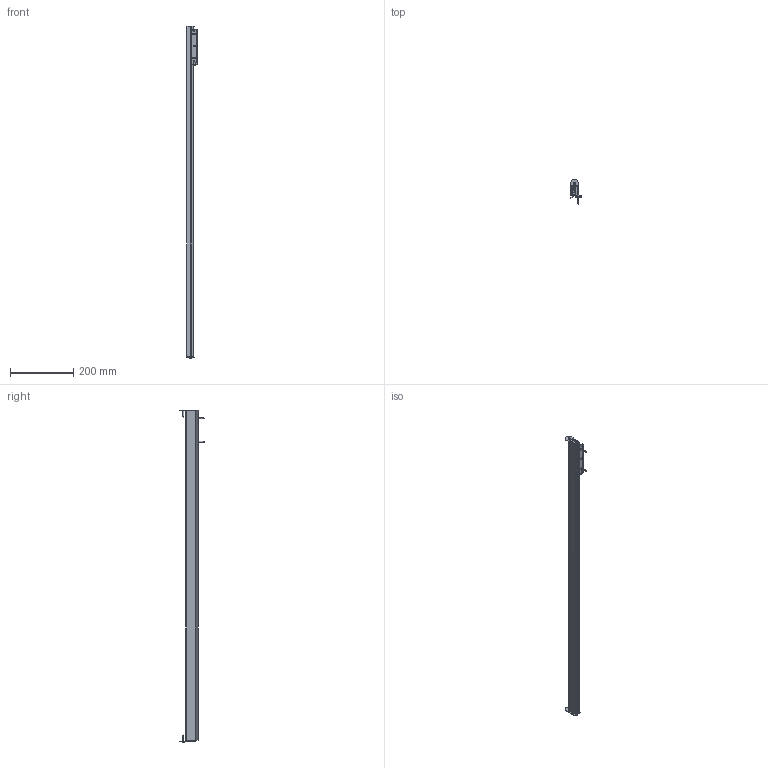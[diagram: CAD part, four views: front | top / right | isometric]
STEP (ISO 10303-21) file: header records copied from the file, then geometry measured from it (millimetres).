
FILE_DESCRIPTION (( 'STEP AP203' ), '1' );
FILE_NAME ('SN DIN R 1045.STEP', '2025-03-04T12:33:19', ( '' ), ( '' ), 'SwSTEP 2.0', 'SolidWorks 2023', '' );
FILE_SCHEMA (( 'CONFIG_CONTROL_DESIGN' ));
Length unit declared in the file: millimetre
Products named in the file (12): 1003081_rechts ; Bodenführung_SN DIN rechts_Bodenluft 10-DIN rechts; 1003082_mit 0mm Dichtungseinstand ; 1003082_mit 4mm Dichtungseinstand ; Bodenblech_SN_no name; Haltewinkel_SN_DIN rechts mit Ausschnitt hinten; Innengeometrie_SN_schräg_1050; SN DIN R 1045; Aussengehäuse_SN_1000; 1003081_rechts mit Ausschnitt; Haltewinkel_SN_DIN rechts Schliesskante; Schraube d3.5x25
Assembly tree (14 placements, depth 3):
  SN DIN R 1045
    Aussengehäuse_SN_1000
    Innengeometrie_SN_schräg_1050
    Schraube d3.5x25  x4
    Bodenblech_SN_no name
    Haltewinkel_SN_DIN rechts Schliesskante
      1003081_rechts 
      1003082_mit 4mm Dichtungseinstand 
    Bodenführung_SN DIN rechts_Bodenluft 10-DIN rechts
    Haltewinkel_SN_DIN rechts mit Ausschnitt hinten
      1003081_rechts mit Ausschnitt
      1003082_mit 0mm Dichtungseinstand 
Bounding box: 34.38 x 79.35 x 1051.85 mm (x, y, z)
Volume: 314542.8 mm3; surface area: 463666.8 mm2
Topology: 38 solids, 38 shells, 2040 faces, 5556 edges, 3583 vertices
Faces by surface type: plane 979, bspline 736, cylinder 219, torus 50, cone 30, sphere 26
Entity records: 93529 total; most frequent: CARTESIAN_POINT 48411, ORIENTED_EDGE 10398, DIRECTION 6574, EDGE_CURVE 5199, VERTEX_POINT 3382, VECTOR 3248, LINE 3248, EDGE_LOOP 2133
